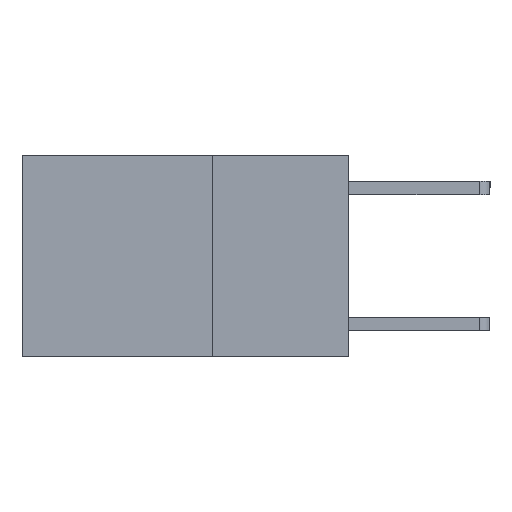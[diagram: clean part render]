
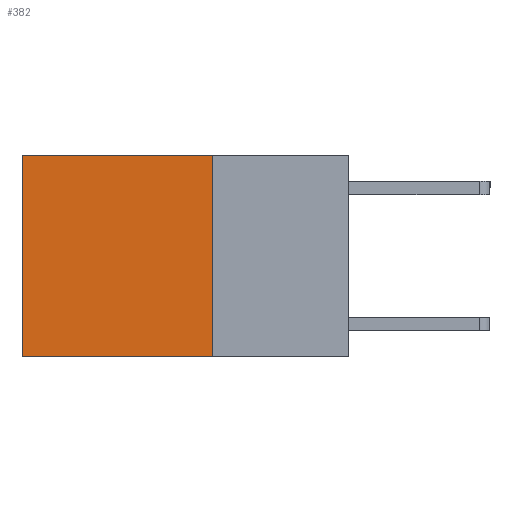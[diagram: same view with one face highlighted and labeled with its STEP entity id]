
A CAD part, left-side view. The second image highlights one B-rep face of the part: STEP entity #382.
In plain terms, the highlighted planar face has unit normal (-1, 0, 0).
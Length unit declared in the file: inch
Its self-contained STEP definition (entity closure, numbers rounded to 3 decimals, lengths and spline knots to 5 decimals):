
#382 = ADVANCED_FACE ( 'NONE', ( #10551 ), #2884, .F. ) ;
#1124 = EDGE_LOOP ( 'NONE', ( #10067, #11450, #8252, #4297 ) ) ;
#1173 = DIRECTION ( 'NONE',  ( 1., 0., 0. ) ) ;
#1376 = CARTESIAN_POINT ( 'NONE',  ( 0.2625, 0.25, 0. ) ) ;
#1749 = CARTESIAN_POINT ( 'NONE',  ( 0.2625, 0.25, 0. ) ) ;
#2604 = DIRECTION ( 'NONE',  ( 0., 1., 0. ) ) ;
#2884 = PLANE ( 'NONE',  #3800 ) ;
#3204 = DIRECTION ( 'NONE',  ( 0., 1., 0. ) ) ;
#3222 = LINE ( 'NONE', #7905, #9603 ) ;
#3351 = CARTESIAN_POINT ( 'NONE',  ( 0.2625, 0.25, -0.37 ) ) ;
#3800 = AXIS2_PLACEMENT_3D ( 'NONE', #5792, #1173, #7927 ) ;
#4297 = ORIENTED_EDGE ( 'NONE', *, *, #9411, .T. ) ;
#4524 = VECTOR ( 'NONE', #2604, 39.37008 ) ;
#5792 = CARTESIAN_POINT ( 'NONE',  ( 0.2625, 0.25, 0. ) ) ;
#6036 = VERTEX_POINT ( 'NONE', #3351 ) ;
#6417 = LINE ( 'NONE', #1749, #9345 ) ;
#7892 = VERTEX_POINT ( 'NONE', #9679 ) ;
#7905 = CARTESIAN_POINT ( 'NONE',  ( 0.2625, 0.6, 0. ) ) ;
#7927 = DIRECTION ( 'NONE',  ( 0., 0., -1. ) ) ;
#7967 = DIRECTION ( 'NONE',  ( 0., 0., -1. ) ) ;
#8164 = EDGE_CURVE ( 'NONE', #9093, #6036, #6417, .T. ) ;
#8252 = ORIENTED_EDGE ( 'NONE', *, *, #8164, .F. ) ;
#8361 = CARTESIAN_POINT ( 'NONE',  ( 0.2625, 0.25, -0.37 ) ) ;
#8446 = DIRECTION ( 'NONE',  ( 0., 0., -1. ) ) ;
#8837 = VERTEX_POINT ( 'NONE', #9707 ) ;
#9093 = VERTEX_POINT ( 'NONE', #12331 ) ;
#9221 = LINE ( 'NONE', #1376, #11203 ) ;
#9316 = LINE ( 'NONE', #8361, #4524 ) ;
#9345 = VECTOR ( 'NONE', #8446, 39.37008 ) ;
#9411 = EDGE_CURVE ( 'NONE', #9093, #8837, #9221, .T. ) ;
#9603 = VECTOR ( 'NONE', #7967, 39.37008 ) ;
#9679 = CARTESIAN_POINT ( 'NONE',  ( 0.2625, 0.6, -0.37 ) ) ;
#9707 = CARTESIAN_POINT ( 'NONE',  ( 0.2625, 0.6, 0. ) ) ;
#10067 = ORIENTED_EDGE ( 'NONE', *, *, #10656, .T. ) ;
#10551 = FACE_OUTER_BOUND ( 'NONE', #1124, .T. ) ;
#10656 = EDGE_CURVE ( 'NONE', #8837, #7892, #3222, .T. ) ;
#11203 = VECTOR ( 'NONE', #3204, 39.37008 ) ;
#11403 = EDGE_CURVE ( 'NONE', #6036, #7892, #9316, .T. ) ;
#11450 = ORIENTED_EDGE ( 'NONE', *, *, #11403, .F. ) ;
#12331 = CARTESIAN_POINT ( 'NONE',  ( 0.2625, 0.25, 0. ) ) ;
